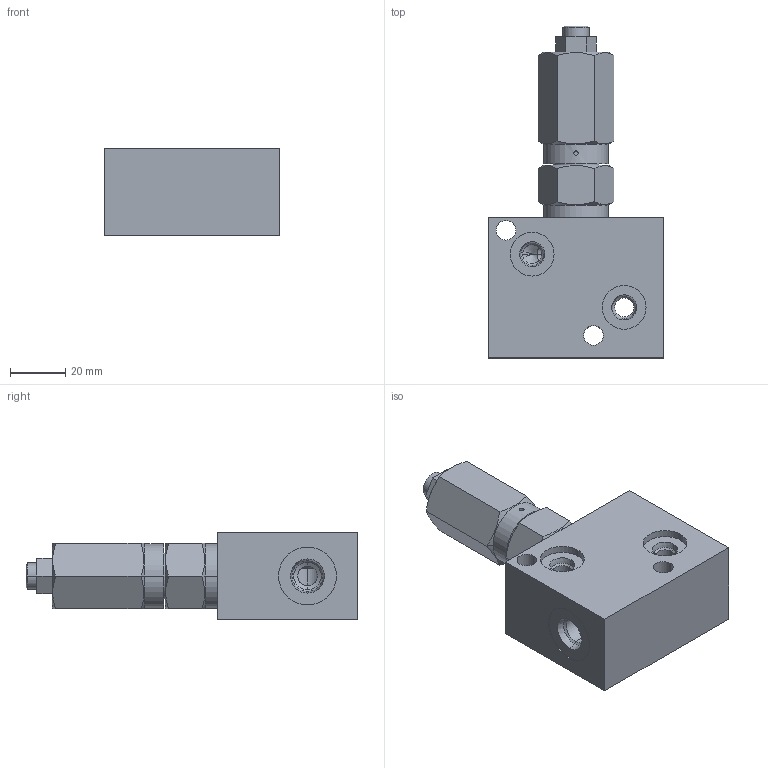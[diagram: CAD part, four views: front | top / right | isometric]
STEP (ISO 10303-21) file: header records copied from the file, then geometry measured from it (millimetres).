
FILE_DESCRIPTION((''),'2;1');
FILE_NAME('ILC70440001','2014-06-30T',('dg'),(''),'PRO/ENGINEER BY PARAMETRIC TECHNOLOGY CORPORATION, 2013320','PRO/ENGINEER BY PARAMETRIC TECHNOLOGY CORPORATION, 2013320','');
FILE_SCHEMA(('CONFIG_CONTROL_DESIGN'));
Length unit declared in the file: inch
Products named in the file (1): ILC70440001
Bounding box: 63.5 x 120.29 x 31.75 mm (x, y, z)
Volume: 118918.2 mm3; surface area: 26226.3 mm2
Topology: 1 solids, 1 shells, 173 faces, 410 edges, 249 vertices
Faces by surface type: cylinder 66, plane 55, cone 48, torus 4
Entity records: 5763 total; most frequent: CARTESIAN_POINT 1743, DIRECTION 834, ORIENTED_EDGE 816, EDGE_CURVE 408, AXIS2_PLACEMENT_3D 333, VERTEX_POINT 249, EDGE_LOOP 205, FACE_OUTER_BOUND 173
